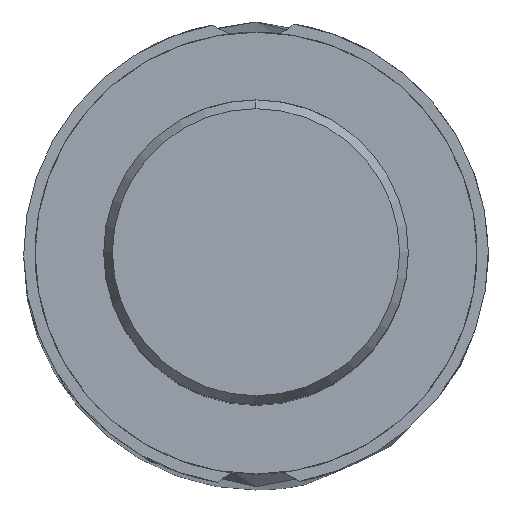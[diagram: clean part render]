
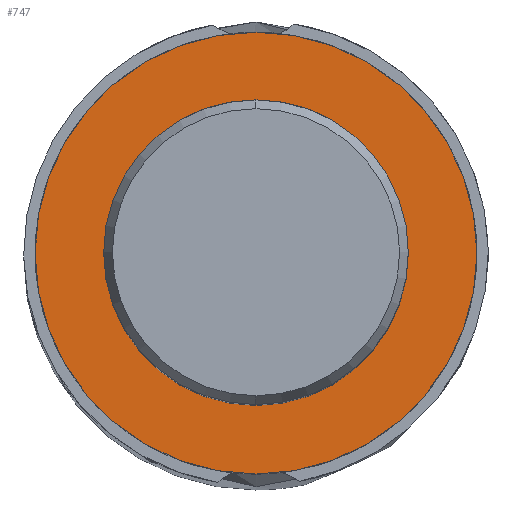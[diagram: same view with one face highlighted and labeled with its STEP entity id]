
A CAD part, top view. The second image highlights one B-rep face of the part: STEP entity #747.
In plain terms, the highlighted planar face has unit normal (0, 0, 1).
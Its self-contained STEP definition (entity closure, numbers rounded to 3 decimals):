
#483=VERTEX_POINT('',#1233);
#533=VERTEX_POINT('',#1289);
#733=EDGE_CURVE('',#483,#873,#1508,.T.);
#747=ADVANCED_FACE('',(#1523,#1524),#1525,.T.);
#757=EDGE_CURVE('',#1023,#533,#1536,.T.);
#849=EDGE_CURVE('',#533,#1023,#1636,.T.);
#873=VERTEX_POINT('',#1663);
#1001=EDGE_CURVE('',#873,#483,#1801,.T.);
#1023=VERTEX_POINT('',#1824);
#1233=CARTESIAN_POINT('',(0.,-29.0,-70.0));
#1289=CARTESIAN_POINT('',(0.0,20.0,-70.0));
#1508=CIRCLE('',#3901,29.0);
#1523=FACE_BOUND('',#4014,.T.);
#1524=FACE_OUTER_BOUND('',#4015,.T.);
#1525=PLANE('',#4016);
#1536=CIRCLE('',#4036,20.0);
#1636=CIRCLE('',#4259,20.0);
#1663=CARTESIAN_POINT('',(0.0,29.0,-70.0));
#1801=CIRCLE('',#4743,29.0);
#1824=CARTESIAN_POINT('',(0.,-20.0,-70.0));
#3901=AXIS2_PLACEMENT_3D('',#5823,#5824,#5825);
#4014=EDGE_LOOP('',(#5837,#5838));
#4015=EDGE_LOOP('',(#5839,#5840));
#4016=AXIS2_PLACEMENT_3D('',#5841,#5842,#5843);
#4036=AXIS2_PLACEMENT_3D('',#5856,#5857,#5858);
#4259=AXIS2_PLACEMENT_3D('',#5967,#5968,#5969);
#4743=AXIS2_PLACEMENT_3D('',#6140,#6141,#6142);
#5823=CARTESIAN_POINT('',(0.0,0.0,-70.0));
#5824=DIRECTION('',(0.0,0.0,-1.0));
#5825=DIRECTION('',(0.0,1.0,0.0));
#5837=ORIENTED_EDGE('',*,*,#849,.T.);
#5838=ORIENTED_EDGE('',*,*,#757,.T.);
#5839=ORIENTED_EDGE('',*,*,#1001,.F.);
#5840=ORIENTED_EDGE('',*,*,#733,.F.);
#5841=CARTESIAN_POINT('',(0.0,14.5,-70.0));
#5842=DIRECTION('',(-0.0,0.0,1.0));
#5843=DIRECTION('',(0.0,-1.0,0.0));
#5856=CARTESIAN_POINT('',(0.0,0.0,-70.0));
#5857=DIRECTION('',(-0.0,0.0,-1.0));
#5858=DIRECTION('',(0.0,1.0,0.0));
#5967=CARTESIAN_POINT('',(0.0,0.0,-70.0));
#5968=DIRECTION('',(-0.0,0.0,-1.0));
#5969=DIRECTION('',(0.0,1.0,0.0));
#6140=CARTESIAN_POINT('',(0.0,0.0,-70.0));
#6141=DIRECTION('',(0.0,0.0,-1.0));
#6142=DIRECTION('',(0.0,1.0,0.0));
